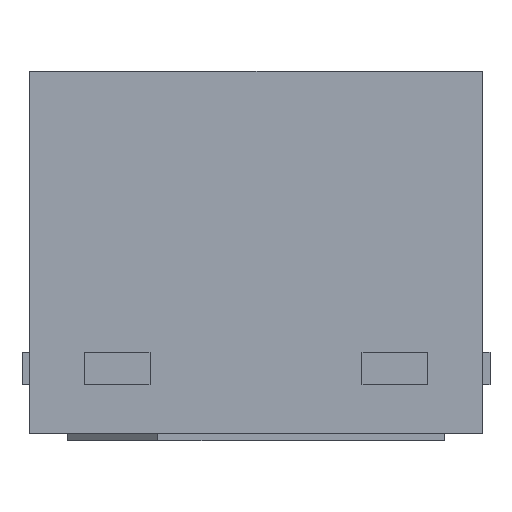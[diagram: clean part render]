
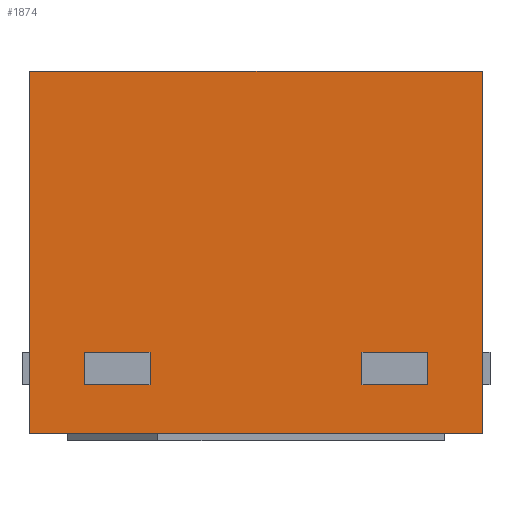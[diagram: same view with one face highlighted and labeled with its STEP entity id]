
A CAD part, left-side view. The second image highlights one B-rep face of the part: STEP entity #1874.
In plain terms, the highlighted planar face has unit normal (-1, 0, 0).
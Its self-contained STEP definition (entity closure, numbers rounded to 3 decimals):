
#1622 = VERTEX_POINT('',#1623);
#1623 = CARTESIAN_POINT('',(-0.5,-0.3,
    0.01));
#1631 = VERTEX_POINT('',#1632);
#1632 = CARTESIAN_POINT('',(-0.5,-0.3,
    0.49));
#1638 = EDGE_CURVE('',#1631,#1622,#1639,.T.);
#1639 = LINE('',#1640,#1641);
#1640 = CARTESIAN_POINT('',(-0.5,-0.3,
    0.49));
#1641 = VECTOR('',#1642,1.);
#1642 = DIRECTION('',(-0.,-0.,-1.));
#1722 = EDGE_CURVE('',#1723,#1622,#1725,.T.);
#1723 = VERTEX_POINT('',#1724);
#1724 = CARTESIAN_POINT('',(-0.5,0.3,
    0.01));
#1725 = LINE('',#1726,#1727);
#1726 = CARTESIAN_POINT('',(-0.5,0.3,
    0.01));
#1727 = VECTOR('',#1728,1.);
#1728 = DIRECTION('',(0.,-1.,0.));
#1855 = EDGE_CURVE('',#1856,#1723,#1858,.T.);
#1856 = VERTEX_POINT('',#1857);
#1857 = CARTESIAN_POINT('',(-0.5,0.3,
    0.49));
#1858 = LINE('',#1859,#1860);
#1859 = CARTESIAN_POINT('',(-0.5,0.3,
    0.49));
#1860 = VECTOR('',#1861,1.);
#1861 = DIRECTION('',(-0.,-0.,-1.));
#1874 = ADVANCED_FACE('',(#1875,#1909,#1943),#1954,.F.);
#1875 = FACE_BOUND('',#1876,.T.);
#1876 = EDGE_LOOP('',(#1877,#1887,#1895,#1903));
#1877 = ORIENTED_EDGE('',*,*,#1878,.T.);
#1878 = EDGE_CURVE('',#1879,#1881,#1883,.T.);
#1879 = VERTEX_POINT('',#1880);
#1880 = CARTESIAN_POINT('',(-0.5,0.228,
    0.075));
#1881 = VERTEX_POINT('',#1882);
#1882 = CARTESIAN_POINT('',(-0.5,0.228,0.117
    ));
#1883 = LINE('',#1884,#1885);
#1884 = CARTESIAN_POINT('',(-0.5,0.228,0.117
    ));
#1885 = VECTOR('',#1886,1.);
#1886 = DIRECTION('',(0.,0.,1.));
#1887 = ORIENTED_EDGE('',*,*,#1888,.T.);
#1888 = EDGE_CURVE('',#1881,#1889,#1891,.T.);
#1889 = VERTEX_POINT('',#1890);
#1890 = CARTESIAN_POINT('',(-0.5,0.14,0.117
    ));
#1891 = LINE('',#1892,#1893);
#1892 = CARTESIAN_POINT('',(-0.5,0.228,0.117
    ));
#1893 = VECTOR('',#1894,1.);
#1894 = DIRECTION('',(0.,-1.,0.));
#1895 = ORIENTED_EDGE('',*,*,#1896,.T.);
#1896 = EDGE_CURVE('',#1889,#1897,#1899,.T.);
#1897 = VERTEX_POINT('',#1898);
#1898 = CARTESIAN_POINT('',(-0.5,0.14,
    0.075));
#1899 = LINE('',#1900,#1901);
#1900 = CARTESIAN_POINT('',(-0.5,0.14,0.117
    ));
#1901 = VECTOR('',#1902,1.);
#1902 = DIRECTION('',(0.,0.,-1.));
#1903 = ORIENTED_EDGE('',*,*,#1904,.T.);
#1904 = EDGE_CURVE('',#1897,#1879,#1905,.T.);
#1905 = LINE('',#1906,#1907);
#1906 = CARTESIAN_POINT('',(-0.5,0.228,
    0.075));
#1907 = VECTOR('',#1908,1.);
#1908 = DIRECTION('',(0.,1.,0.));
#1909 = FACE_BOUND('',#1910,.T.);
#1910 = EDGE_LOOP('',(#1911,#1921,#1929,#1937));
#1911 = ORIENTED_EDGE('',*,*,#1912,.T.);
#1912 = EDGE_CURVE('',#1913,#1915,#1917,.T.);
#1913 = VERTEX_POINT('',#1914);
#1914 = CARTESIAN_POINT('',(-0.5,-0.228,
    0.117));
#1915 = VERTEX_POINT('',#1916);
#1916 = CARTESIAN_POINT('',(-0.5,-0.228,
    0.075));
#1917 = LINE('',#1918,#1919);
#1918 = CARTESIAN_POINT('',(-0.5,-0.228,
    0.117));
#1919 = VECTOR('',#1920,1.);
#1920 = DIRECTION('',(0.,0.,-1.));
#1921 = ORIENTED_EDGE('',*,*,#1922,.T.);
#1922 = EDGE_CURVE('',#1915,#1923,#1925,.T.);
#1923 = VERTEX_POINT('',#1924);
#1924 = CARTESIAN_POINT('',(-0.5,-0.14,
    0.075));
#1925 = LINE('',#1926,#1927);
#1926 = CARTESIAN_POINT('',(-0.5,-0.228,
    0.075));
#1927 = VECTOR('',#1928,1.);
#1928 = DIRECTION('',(0.,1.,0.));
#1929 = ORIENTED_EDGE('',*,*,#1930,.T.);
#1930 = EDGE_CURVE('',#1923,#1931,#1933,.T.);
#1931 = VERTEX_POINT('',#1932);
#1932 = CARTESIAN_POINT('',(-0.5,-0.14,
    0.117));
#1933 = LINE('',#1934,#1935);
#1934 = CARTESIAN_POINT('',(-0.5,-0.14,
    0.117));
#1935 = VECTOR('',#1936,1.);
#1936 = DIRECTION('',(0.,0.,1.));
#1937 = ORIENTED_EDGE('',*,*,#1938,.T.);
#1938 = EDGE_CURVE('',#1931,#1913,#1939,.T.);
#1939 = LINE('',#1940,#1941);
#1940 = CARTESIAN_POINT('',(-0.5,-0.228,
    0.117));
#1941 = VECTOR('',#1942,1.);
#1942 = DIRECTION('',(0.,-1.,0.));
#1943 = FACE_BOUND('',#1944,.T.);
#1944 = EDGE_LOOP('',(#1945,#1946,#1947,#1953));
#1945 = ORIENTED_EDGE('',*,*,#1722,.T.);
#1946 = ORIENTED_EDGE('',*,*,#1638,.F.);
#1947 = ORIENTED_EDGE('',*,*,#1948,.F.);
#1948 = EDGE_CURVE('',#1856,#1631,#1949,.T.);
#1949 = LINE('',#1950,#1951);
#1950 = CARTESIAN_POINT('',(-0.5,0.3,
    0.49));
#1951 = VECTOR('',#1952,1.);
#1952 = DIRECTION('',(0.,-1.,0.));
#1953 = ORIENTED_EDGE('',*,*,#1855,.T.);
#1954 = PLANE('',#1955);
#1955 = AXIS2_PLACEMENT_3D('',#1956,#1957,#1958);
#1956 = CARTESIAN_POINT('',(-0.5,0.3,
    0.49));
#1957 = DIRECTION('',(1.,0.,0.));
#1958 = DIRECTION('',(0.,0.,-1.));
